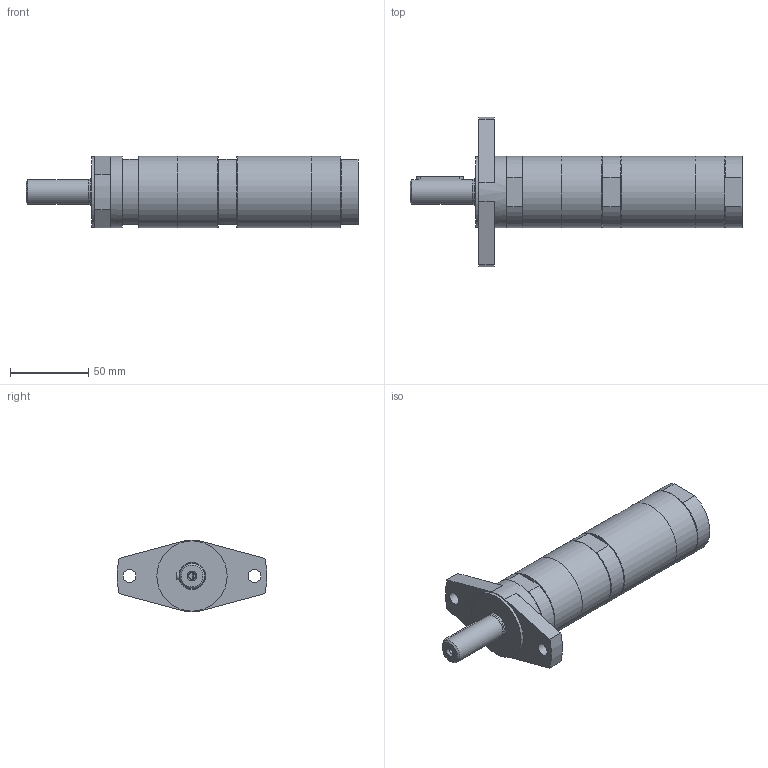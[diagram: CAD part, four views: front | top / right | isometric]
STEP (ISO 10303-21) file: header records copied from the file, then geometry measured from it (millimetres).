
FILE_DESCRIPTION(/* description */ (''),/* implementation_level */ '2;1');
FILE_NAME(/* name */ 'MUD 62-370 F80_60031387.stp',/* time_stamp */ '2018-12-10T13:47:54+01:00',/* author */ ('flambert'),/* organization */ (''),/* preprocessor_version */ 'ST-DEVELOPER v17',/* originating_system */ 'Autodesk Inventor 2018',/* authorisation */ '');
FILE_SCHEMA (('AUTOMOTIVE_DESIGN { 1 0 10303 214 3 1 1 }'));
Length unit declared in the file: millimetre
Products named in the file (1): MUD 62-370 F80_60031387
Bounding box: 212.5 x 95.7 x 46 mm (x, y, z)
Volume: 299922.4 mm3; surface area: 40058 mm2
Topology: 1 solids, 2 shells, 177 faces, 468 edges, 315 vertices
Faces by surface type: plane 104, cylinder 38, cone 25, bspline 7, torus 3
Full cylindrical faces by diameter (mm): 4.134 x1, 8.3 x2, 11.445 x2, 16 x1, 16.95 x1, 17.5 x1, 18.631 x1, 19.564 x1, 21.5 x1, 23 x2, 38 x1, 38.376 x1, 45 x1, 46 x5
Entity records: 5863 total; most frequent: CARTESIAN_POINT 1117, DIRECTION 948, ORIENTED_EDGE 934, EDGE_CURVE 467, AXIS2_PLACEMENT_3D 342, VERTEX_POINT 315, LINE 264, VECTOR 264
